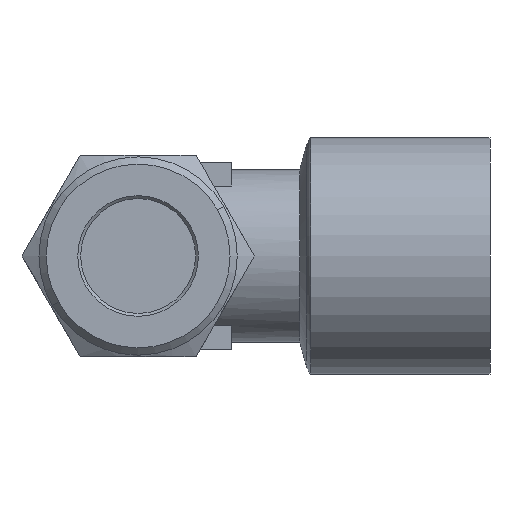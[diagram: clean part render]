
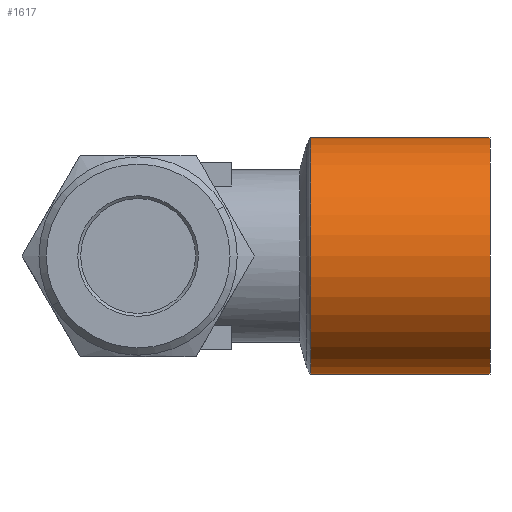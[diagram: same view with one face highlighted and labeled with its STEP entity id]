
A CAD part, left-side view. The second image highlights one B-rep face of the part: STEP entity #1617.
In plain terms, the highlighted cylindrical face has radius 8.25 mm (diameter 16.5 mm), a partial arc.
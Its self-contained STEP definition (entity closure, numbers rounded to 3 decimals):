
#50 = VERTEX_POINT ( 'NONE', #790 ) ;
#59 = VERTEX_POINT ( 'NONE', #799 ) ;
#111 = VERTEX_POINT ( 'NONE', #848 ) ;
#127 = VERTEX_POINT ( 'NONE', #862 ) ;
#274 = ORIENTED_EDGE ( 'NONE', *, *, #2571, .F. ) ;
#275 = ORIENTED_EDGE ( 'NONE', *, *, #2535, .T. ) ;
#276 = ORIENTED_EDGE ( 'NONE', *, *, #2569, .T. ) ;
#277 = ORIENTED_EDGE ( 'NONE', *, *, #2527, .T. ) ;
#425 = FACE_OUTER_BOUND ( 'NONE', #1102, .T. ) ;
#428 = CYLINDRICAL_SURFACE ( 'NONE', #2022, 8.25 ) ;
#596 = CIRCLE ( 'NONE', #1403, 8.25 ) ;
#601 = CIRCLE ( 'NONE', #1409, 8.25 ) ;
#653 = LINE ( 'NONE', #1317, #660 ) ;
#655 = LINE ( 'NONE', #1310, #657 ) ;
#657 = VECTOR ( 'NONE', #1306, 1000. ) ;
#660 = VECTOR ( 'NONE', #1311, 1000. ) ;
#790 = CARTESIAN_POINT ( 'NONE',  ( 0., 1., -8.25 ) ) ;
#799 = CARTESIAN_POINT ( 'NONE',  ( 0., 1., 8.25 ) ) ;
#848 = CARTESIAN_POINT ( 'NONE',  ( 0., 13.467, -8.25 ) ) ;
#862 = CARTESIAN_POINT ( 'NONE',  ( 0., 13.467, 8.25 ) ) ;
#1102 = EDGE_LOOP ( 'NONE', ( #274, #275, #276, #277 ) ) ;
#1306 = DIRECTION ( 'NONE',  ( 0., 1., 0. ) ) ;
#1310 = CARTESIAN_POINT ( 'NONE',  ( 0., 6.459, 8.25 ) ) ;
#1311 = DIRECTION ( 'NONE',  ( 0., 1., 0. ) ) ;
#1317 = CARTESIAN_POINT ( 'NONE',  ( 0., 6.459, -8.25 ) ) ;
#1403 = AXIS2_PLACEMENT_3D ( 'NONE', #2177, #2178, #2179 ) ;
#1409 = AXIS2_PLACEMENT_3D ( 'NONE', #2202, #2203, #2204 ) ;
#1617 = ADVANCED_FACE ( 'NONE', ( #425 ), #428, .T. ) ;
#2022 = AXIS2_PLACEMENT_3D ( 'NONE', #2992, #2988, #2989 ) ;
#2177 = CARTESIAN_POINT ( 'NONE',  ( 0., 13.467, 0. ) ) ;
#2178 = DIRECTION ( 'NONE',  ( 0., -1., 0. ) ) ;
#2179 = DIRECTION ( 'NONE',  ( 0., 0., -1. ) ) ;
#2202 = CARTESIAN_POINT ( 'NONE',  ( 0., 1., 0. ) ) ;
#2203 = DIRECTION ( 'NONE',  ( 0., 1., 0. ) ) ;
#2204 = DIRECTION ( 'NONE',  ( 0., 0., 1. ) ) ;
#2527 = EDGE_CURVE ( 'NONE', #127, #111, #596, .T. ) ;
#2535 = EDGE_CURVE ( 'NONE', #50, #59, #601, .T. ) ;
#2569 = EDGE_CURVE ( 'NONE', #59, #127, #655, .T. ) ;
#2571 = EDGE_CURVE ( 'NONE', #50, #111, #653, .T. ) ;
#2988 = DIRECTION ( 'NONE',  ( 0., 1., 0. ) ) ;
#2989 = DIRECTION ( 'NONE',  ( 0., 0., 1. ) ) ;
#2992 = CARTESIAN_POINT ( 'NONE',  ( 0., 6.459, 0. ) ) ;
